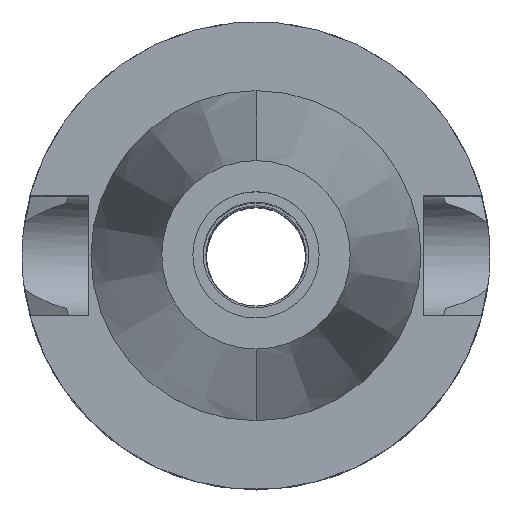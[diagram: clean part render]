
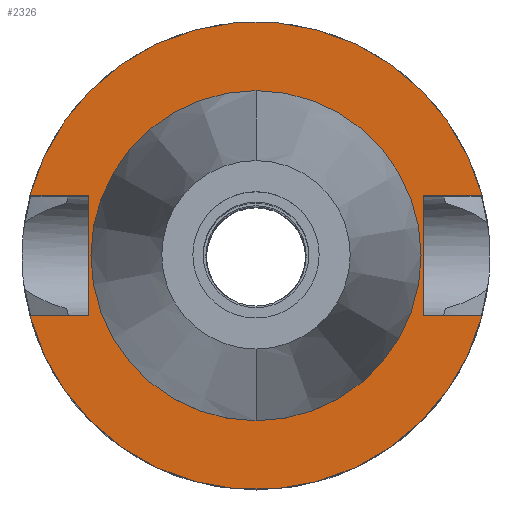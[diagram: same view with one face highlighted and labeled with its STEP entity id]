
A CAD part, top view. The second image highlights one B-rep face of the part: STEP entity #2326.
In plain terms, the highlighted planar face has unit normal (0, 0, 1).
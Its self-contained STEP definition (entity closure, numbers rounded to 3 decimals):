
#141 = DIRECTION ( 'NONE',  ( 0., 0., -1. ) ) ;
#258 = VERTEX_POINT ( 'NONE', #1978 ) ;
#288 = DIRECTION ( 'NONE',  ( 0., 0., 1. ) ) ;
#342 = VERTEX_POINT ( 'NONE', #1798 ) ;
#409 = AXIS2_PLACEMENT_3D ( 'NONE', #1023, #141, #1302 ) ;
#458 = AXIS2_PLACEMENT_3D ( 'NONE', #3085, #566, #1695 ) ;
#535 = EDGE_CURVE ( 'NONE', #2063, #1842, #2148, .T. ) ;
#566 = DIRECTION ( 'NONE',  ( 0., 0., -1. ) ) ;
#625 = EDGE_LOOP ( 'NONE', ( #798, #2450, #1765, #3011, #737, #1966, #2389, #1177 ) ) ;
#630 = DIRECTION ( 'NONE',  ( 0., 1., 0. ) ) ;
#634 = CIRCLE ( 'NONE', #458, 31.5 ) ;
#679 = CARTESIAN_POINT ( 'NONE',  ( -22.5, 8.05, -2. ) ) ;
#691 = VECTOR ( 'NONE', #3342, 1000. ) ;
#698 = CIRCLE ( 'NONE', #409, 31.5 ) ;
#702 = EDGE_CURVE ( 'NONE', #1427, #3208, #1254, .T. ) ;
#713 = CARTESIAN_POINT ( 'NONE',  ( 0., 22.225, -2. ) ) ;
#737 = ORIENTED_EDGE ( 'NONE', *, *, #1281, .T. ) ;
#745 = VECTOR ( 'NONE', #770, 1000. ) ;
#748 = VERTEX_POINT ( 'NONE', #3248 ) ;
#770 = DIRECTION ( 'NONE',  ( -1., 0., 0. ) ) ;
#795 = LINE ( 'NONE', #1926, #691 ) ;
#798 = ORIENTED_EDGE ( 'NONE', *, *, #2698, .T. ) ;
#828 = CARTESIAN_POINT ( 'NONE',  ( 0., 0., -2. ) ) ;
#875 = CARTESIAN_POINT ( 'NONE',  ( 22.5, -8.05, -2. ) ) ;
#896 = EDGE_LOOP ( 'NONE', ( #2991, #1332 ) ) ;
#936 = VECTOR ( 'NONE', #1509, 1000. ) ;
#951 = LINE ( 'NONE', #679, #936 ) ;
#1017 = LINE ( 'NONE', #2460, #2658 ) ;
#1023 = CARTESIAN_POINT ( 'NONE',  ( 0., 0., -2. ) ) ;
#1093 = VECTOR ( 'NONE', #2706, 1000. ) ;
#1122 = CIRCLE ( 'NONE', #1943, 22.225 ) ;
#1177 = ORIENTED_EDGE ( 'NONE', *, *, #702, .F. ) ;
#1188 = CARTESIAN_POINT ( 'NONE',  ( 0., 0., -2. ) ) ;
#1254 = LINE ( 'NONE', #2124, #1093 ) ;
#1281 = EDGE_CURVE ( 'NONE', #1299, #258, #1017, .T. ) ;
#1299 = VERTEX_POINT ( 'NONE', #3569 ) ;
#1302 = DIRECTION ( 'NONE',  ( 0., 1., 0. ) ) ;
#1332 = ORIENTED_EDGE ( 'NONE', *, *, #2877, .F. ) ;
#1385 = FACE_OUTER_BOUND ( 'NONE', #625, .T. ) ;
#1416 = DIRECTION ( 'NONE',  ( 0., -1., 0. ) ) ;
#1427 = VERTEX_POINT ( 'NONE', #1723 ) ;
#1490 = CARTESIAN_POINT ( 'NONE',  ( -30.454, 8.05, -2. ) ) ;
#1509 = DIRECTION ( 'NONE',  ( -1., 0., 0. ) ) ;
#1593 = DIRECTION ( 'NONE',  ( 1., 0., 0. ) ) ;
#1648 = CARTESIAN_POINT ( 'NONE',  ( 22.5, -8.05, -2. ) ) ;
#1693 = AXIS2_PLACEMENT_3D ( 'NONE', #828, #1964, #3076 ) ;
#1695 = DIRECTION ( 'NONE',  ( 0., -1., 0. ) ) ;
#1715 = EDGE_CURVE ( 'NONE', #3082, #342, #1122, .T. ) ;
#1723 = CARTESIAN_POINT ( 'NONE',  ( -22.5, -8.05, -2. ) ) ;
#1765 = ORIENTED_EDGE ( 'NONE', *, *, #535, .F. ) ;
#1798 = CARTESIAN_POINT ( 'NONE',  ( 0., -22.225, -2. ) ) ;
#1842 = VERTEX_POINT ( 'NONE', #3545 ) ;
#1917 = CARTESIAN_POINT ( 'NONE',  ( -22.5, -8.05, -2. ) ) ;
#1926 = CARTESIAN_POINT ( 'NONE',  ( 22.5, 8.05, -2. ) ) ;
#1943 = AXIS2_PLACEMENT_3D ( 'NONE', #1188, #3143, #630 ) ;
#1949 = CARTESIAN_POINT ( 'NONE',  ( -22.5, 8.05, -2. ) ) ;
#1964 = DIRECTION ( 'NONE',  ( 0., 0., -1. ) ) ;
#1966 = ORIENTED_EDGE ( 'NONE', *, *, #3596, .F. ) ;
#1978 = CARTESIAN_POINT ( 'NONE',  ( 30.454, 8.05, -2. ) ) ;
#2055 = EDGE_CURVE ( 'NONE', #3208, #2126, #951, .T. ) ;
#2063 = VERTEX_POINT ( 'NONE', #875 ) ;
#2124 = CARTESIAN_POINT ( 'NONE',  ( -22.5, -8.05, -2. ) ) ;
#2126 = VERTEX_POINT ( 'NONE', #1490 ) ;
#2148 = LINE ( 'NONE', #1648, #3368 ) ;
#2233 = AXIS2_PLACEMENT_3D ( 'NONE', #2813, #288, #1416 ) ;
#2251 = PLANE ( 'NONE',  #1693 ) ;
#2293 = EDGE_CURVE ( 'NONE', #1299, #2063, #795, .T. ) ;
#2326 = ADVANCED_FACE ( 'NONE', ( #1385, #3364 ), #2251, .F. ) ;
#2389 = ORIENTED_EDGE ( 'NONE', *, *, #2055, .F. ) ;
#2450 = ORIENTED_EDGE ( 'NONE', *, *, #2875, .F. ) ;
#2460 = CARTESIAN_POINT ( 'NONE',  ( 22.5, 8.05, -2. ) ) ;
#2464 = CIRCLE ( 'NONE', #2233, 22.225 ) ;
#2658 = VECTOR ( 'NONE', #3609, 1000. ) ;
#2698 = EDGE_CURVE ( 'NONE', #1427, #748, #3314, .T. ) ;
#2706 = DIRECTION ( 'NONE',  ( 0., 1., 0. ) ) ;
#2813 = CARTESIAN_POINT ( 'NONE',  ( 0., 0., -2. ) ) ;
#2875 = EDGE_CURVE ( 'NONE', #1842, #748, #634, .T. ) ;
#2877 = EDGE_CURVE ( 'NONE', #342, #3082, #2464, .T. ) ;
#2991 = ORIENTED_EDGE ( 'NONE', *, *, #1715, .F. ) ;
#3011 = ORIENTED_EDGE ( 'NONE', *, *, #2293, .F. ) ;
#3076 = DIRECTION ( 'NONE',  ( 0., -1., 0. ) ) ;
#3082 = VERTEX_POINT ( 'NONE', #713 ) ;
#3085 = CARTESIAN_POINT ( 'NONE',  ( 0., 0., -2. ) ) ;
#3143 = DIRECTION ( 'NONE',  ( 0., 0., 1. ) ) ;
#3208 = VERTEX_POINT ( 'NONE', #1949 ) ;
#3248 = CARTESIAN_POINT ( 'NONE',  ( -30.454, -8.05, -2. ) ) ;
#3314 = LINE ( 'NONE', #1917, #745 ) ;
#3342 = DIRECTION ( 'NONE',  ( 0., -1., 0. ) ) ;
#3364 = FACE_BOUND ( 'NONE', #896, .T. ) ;
#3368 = VECTOR ( 'NONE', #1593, 1000. ) ;
#3545 = CARTESIAN_POINT ( 'NONE',  ( 30.454, -8.05, -2. ) ) ;
#3569 = CARTESIAN_POINT ( 'NONE',  ( 22.5, 8.05, -2. ) ) ;
#3596 = EDGE_CURVE ( 'NONE', #2126, #258, #698, .T. ) ;
#3609 = DIRECTION ( 'NONE',  ( 1., 0., 0. ) ) ;
